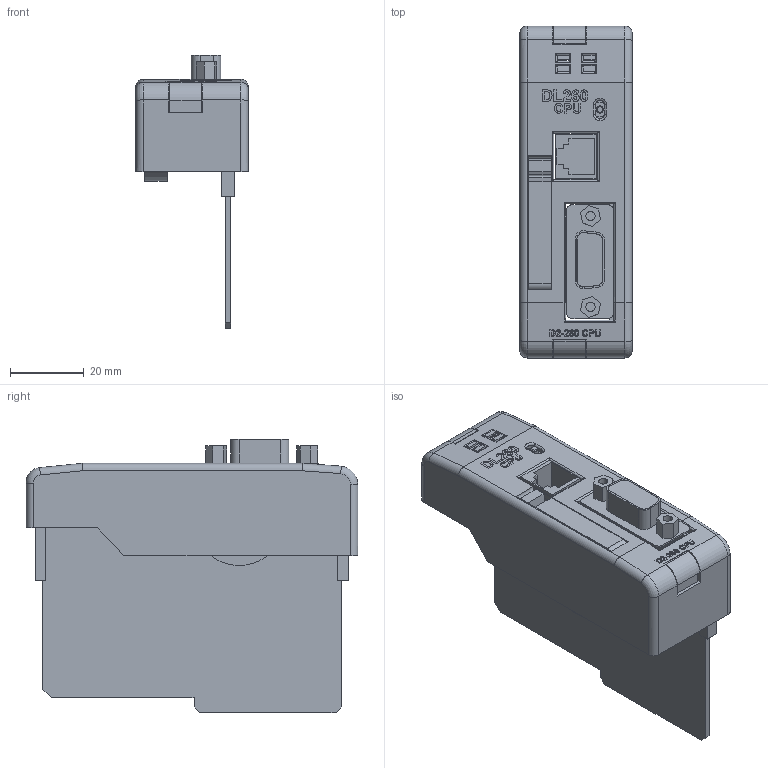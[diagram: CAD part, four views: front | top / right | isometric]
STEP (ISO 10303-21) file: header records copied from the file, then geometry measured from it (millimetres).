
FILE_DESCRIPTION (( 'STEP AP214' ), '1' );
FILE_NAME ('D2-260.STEP', '2011-04-01T12:23:36', ( ' ' ), ( ' ' ), 'SwSTEP 2.0', 'SolidWorks 2009', '' );
FILE_SCHEMA (( 'AUTOMOTIVE_DESIGN' ));
Length unit declared in the file: millimetre
Products named in the file (1): D2-260
Bounding box: 30.5 x 90 x 74.07 mm (x, y, z)
Volume: 24901 mm3; surface area: 33750.5 mm2
Topology: 6 solids, 6 shells, 607 faces, 1680 edges, 1102 vertices
Faces by surface type: plane 343, bspline 141, cylinder 108, torus 15
Entity records: 32425 total; most frequent: CARTESIAN_POINT 11869, ORIENTED_EDGE 3360, DIRECTION 2446, EDGE_CURVE 1680, VECTOR 1148, LINE 1148, VERTEX_POINT 1102, EDGE_LOOP 658
